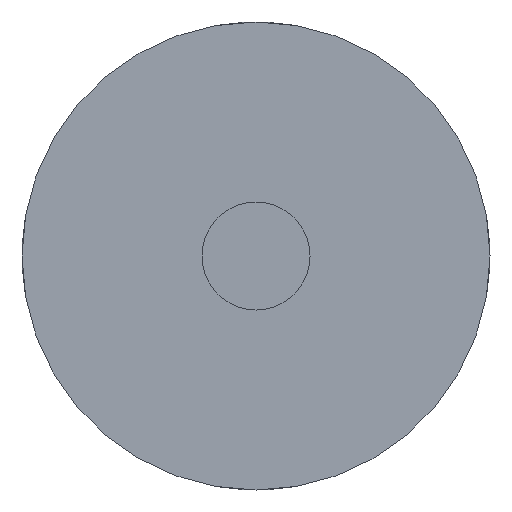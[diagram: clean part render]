
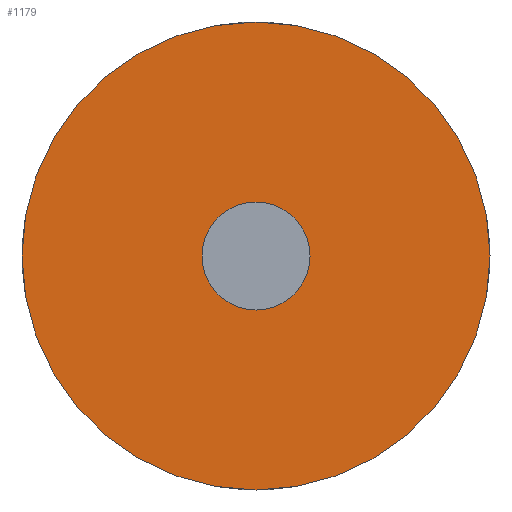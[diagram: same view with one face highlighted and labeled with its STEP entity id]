
A CAD part, front view. The second image highlights one B-rep face of the part: STEP entity #1179.
In plain terms, the highlighted planar face has unit normal (0, -1, 0).
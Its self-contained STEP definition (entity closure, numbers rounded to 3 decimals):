
#93 = DIRECTION ( 'NONE',  ( -1., 0., 0. ) ) ;
#306 = AXIS2_PLACEMENT_3D ( 'NONE', #2302, #2280, #3080 ) ;
#350 = AXIS2_PLACEMENT_3D ( 'NONE', #2750, #923, #3029 ) ;
#363 = EDGE_CURVE ( 'NONE', #2820, #2772, #860, .T. ) ;
#376 = CARTESIAN_POINT ( 'NONE',  ( -32.5, -5., 0. ) ) ;
#406 = AXIS2_PLACEMENT_3D ( 'NONE', #969, #2812, #2791 ) ;
#779 = CARTESIAN_POINT ( 'NONE',  ( 7.5, -5., 0. ) ) ;
#860 = CIRCLE ( 'NONE', #2025, 7.5 ) ;
#889 = VERTEX_POINT ( 'NONE', #376 ) ;
#922 = CIRCLE ( 'NONE', #1259, 32.5 ) ;
#923 = DIRECTION ( 'NONE',  ( 0., 1., 0. ) ) ;
#969 = CARTESIAN_POINT ( 'NONE',  ( 0., -5., 0. ) ) ;
#1010 = DIRECTION ( 'NONE',  ( -1., 0., 0. ) ) ;
#1023 = PLANE ( 'NONE',  #306 ) ;
#1133 = DIRECTION ( 'NONE',  ( 0., 1., 0. ) ) ;
#1179 = ADVANCED_FACE ( 'NONE', ( #1233, #2867 ), #1023, .T. ) ;
#1233 = FACE_BOUND ( 'NONE', #2470, .T. ) ;
#1255 = CIRCLE ( 'NONE', #350, 32.5 ) ;
#1259 = AXIS2_PLACEMENT_3D ( 'NONE', #1417, #1133, #93 ) ;
#1311 = CIRCLE ( 'NONE', #406, 7.5 ) ;
#1417 = CARTESIAN_POINT ( 'NONE',  ( 0., -5., 0. ) ) ;
#1557 = CARTESIAN_POINT ( 'NONE',  ( -7.5, -5., 0. ) ) ;
#1749 = EDGE_LOOP ( 'NONE', ( #2477, #3002 ) ) ;
#2025 = AXIS2_PLACEMENT_3D ( 'NONE', #2595, #2649, #1010 ) ;
#2280 = DIRECTION ( 'NONE',  ( 0., -1., 0. ) ) ;
#2302 = CARTESIAN_POINT ( 'NONE',  ( -32.5, -5., 0. ) ) ;
#2470 = EDGE_LOOP ( 'NONE', ( #3048, #2979 ) ) ;
#2477 = ORIENTED_EDGE ( 'NONE', *, *, #2597, .F. ) ;
#2503 = VERTEX_POINT ( 'NONE', #2989 ) ;
#2595 = CARTESIAN_POINT ( 'NONE',  ( 0., -5., 0. ) ) ;
#2597 = EDGE_CURVE ( 'NONE', #889, #2503, #1255, .T. ) ;
#2649 = DIRECTION ( 'NONE',  ( 0., 1., 0. ) ) ;
#2750 = CARTESIAN_POINT ( 'NONE',  ( 0., -5., 0. ) ) ;
#2772 = VERTEX_POINT ( 'NONE', #779 ) ;
#2791 = DIRECTION ( 'NONE',  ( -1., 0., 0. ) ) ;
#2812 = DIRECTION ( 'NONE',  ( 0., 1., 0. ) ) ;
#2820 = VERTEX_POINT ( 'NONE', #1557 ) ;
#2867 = FACE_OUTER_BOUND ( 'NONE', #1749, .T. ) ;
#2929 = EDGE_CURVE ( 'NONE', #2503, #889, #922, .T. ) ;
#2979 = ORIENTED_EDGE ( 'NONE', *, *, #2994, .T. ) ;
#2989 = CARTESIAN_POINT ( 'NONE',  ( 32.5, -5., 0. ) ) ;
#2994 = EDGE_CURVE ( 'NONE', #2772, #2820, #1311, .T. ) ;
#3002 = ORIENTED_EDGE ( 'NONE', *, *, #2929, .F. ) ;
#3029 = DIRECTION ( 'NONE',  ( -1., 0., 0. ) ) ;
#3048 = ORIENTED_EDGE ( 'NONE', *, *, #363, .T. ) ;
#3080 = DIRECTION ( 'NONE',  ( 1., 0., 0. ) ) ;
